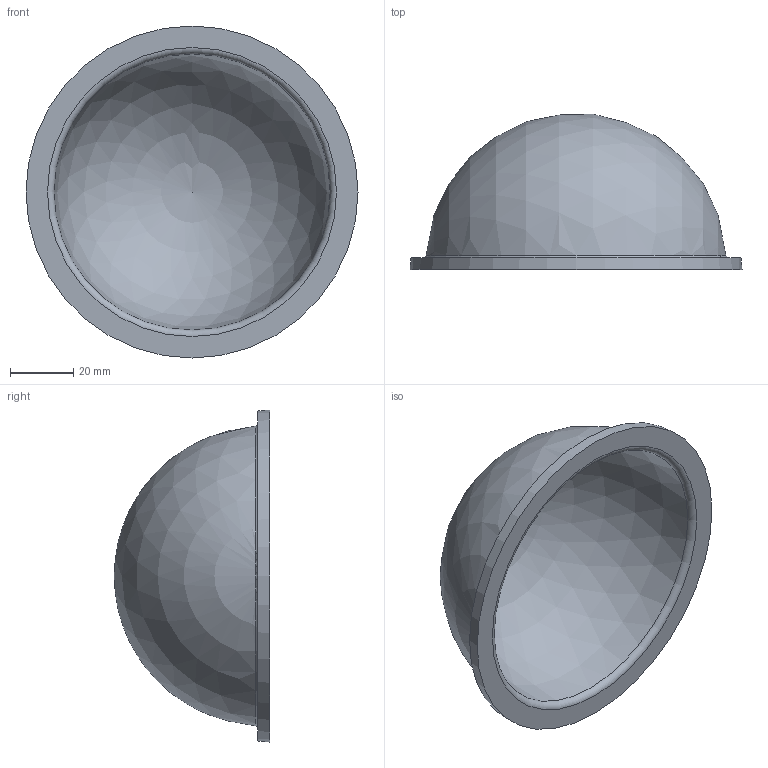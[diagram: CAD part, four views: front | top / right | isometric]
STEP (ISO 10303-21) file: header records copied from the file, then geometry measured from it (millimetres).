
FILE_DESCRIPTION(/* description */ (''),/* implementation_level */ '2;1');
FILE_NAME(/* name */ 'WTE4-P-DOME-R4.step',/* time_stamp */ '2021-07-08T08:34:06+02:00',/* author */ (''),/* organization */ (''),/* preprocessor_version */ 'ST-DEVELOPER v18.1',/* originating_system */ 'Autodesk Translation Framework v10.9.0.1377',/* authorisation */ '');
FILE_SCHEMA (('AUTOMOTIVE_DESIGN { 1 0 10303 214 3 1 1 }'));
Length unit declared in the file: millimetre
Products named in the file (1): WTE4-P-DOME-R4
Bounding box: 104.66 x 49 x 104.66 mm (x, y, z)
Volume: 56368.7 mm3; surface area: 31040.3 mm2
Topology: 1 solids, 1 shells, 7 faces, 12 edges, 8 vertices
Faces by surface type: torus 2, sphere 2, plane 2, cone 1
Entity records: 211 total; most frequent: DIRECTION 37, CARTESIAN_POINT 27, ORIENTED_EDGE 22, AXIS2_PLACEMENT_3D 18, EDGE_CURVE 11, CIRCLE 10, EDGE_LOOP 9, VERTEX_POINT 8
